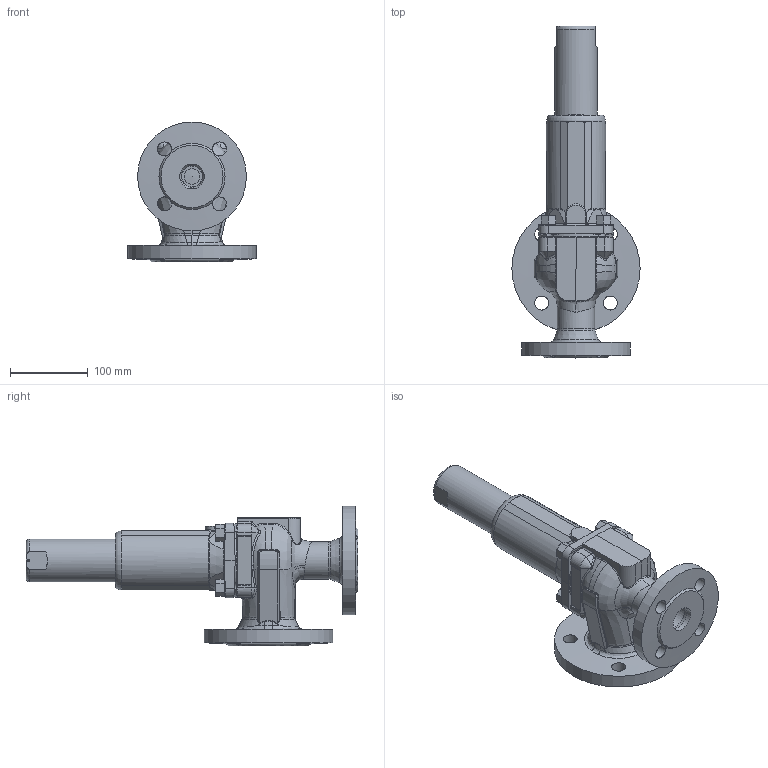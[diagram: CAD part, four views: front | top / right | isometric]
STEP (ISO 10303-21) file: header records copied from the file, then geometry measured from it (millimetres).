
FILE_DESCRIPTION(/* description */ (''),/* implementation_level */ '2;1');
FILE_NAME(/* name */ 'AT4580_106807.step',/* time_stamp */ '2025-08-07T14:59:48+02:00',/* author */ (''),/* organization */ (''),/* preprocessor_version */ 'ST-DEVELOPER v20.1',/* originating_system */ 'Autodesk Translation Framework v14.10.0.0',/* authorisation */ '');
FILE_SCHEMA (('AUTOMOTIVE_DESIGN { 1 0 10303 214 3 1 1 }'));
Products named in the file (5): 10000491904_G3D_000_ASM; 10000491905_G3D_000; 10000491906_G3D_000; 10000491908_G3D_000; 10000491907_G3D_000
Assembly tree (7 placements, depth 2):
  10000491904_G3D_000_ASM
    10000491905_G3D_000
    10000491906_G3D_000
    10000491907_G3D_000  x4
    10000491908_G3D_000
Bounding box: 165 x 427 x 180 mm (x, y, z)
Volume: 1546490.1 mm3; surface area: 314455.2 mm2
Topology: 7 solids, 8 shells, 562 faces, 1412 edges, 871 vertices
Faces by surface type: bspline 172, plane 171, cylinder 110, cone 87, torus 14, sphere 8
Full cylindrical faces by diameter (mm): 3.15 x2, 12 x8, 14 x4, 18 x8, 26.44 x1, 28 x1, 32 x1, 34 x1, 40.4 x1, 42 x2, 42.5 x1, 48 x1, 50 x1, 52 x1, 55 x1, 60 x2, 66 x1, 80 x2, 140 x1, 165 x1
Entity records: 35616 total; most frequent: CARTESIAN_POINT 25119, ORIENTED_EDGE 2439, DIRECTION 1793, EDGE_CURVE 1221, VERTEX_POINT 757, AXIS2_PLACEMENT_3D 701, EDGE_LOOP 524, FACE_OUTER_BOUND 481
